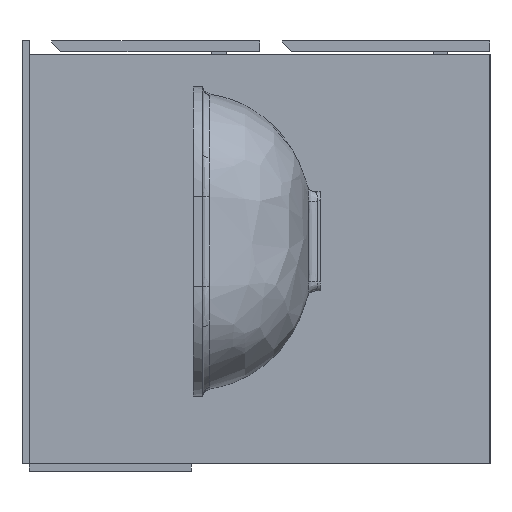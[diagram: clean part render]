
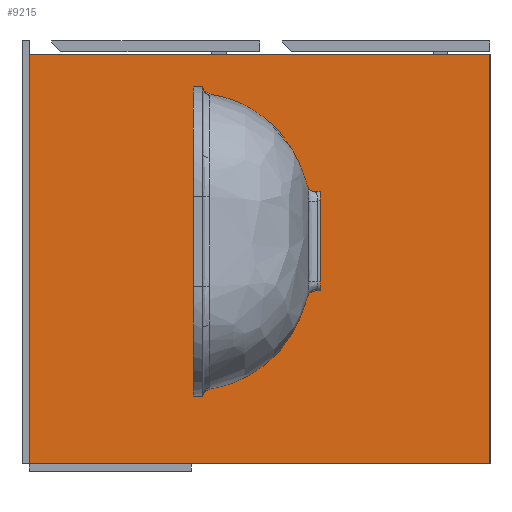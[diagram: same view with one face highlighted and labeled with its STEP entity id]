
A CAD part, left-side view. The second image highlights one B-rep face of the part: STEP entity #9215.
In plain terms, the highlighted planar face has unit normal (-1, 0, 0).
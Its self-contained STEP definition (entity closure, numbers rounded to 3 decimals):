
#217 = EDGE_LOOP ( 'NONE', ( #4802, #20922, #28237, #27253 ) ) ;
#256 = LINE ( 'NONE', #10200, #17233 ) ;
#1536 = VERTEX_POINT ( 'NONE', #27477 ) ;
#1575 = EDGE_CURVE ( 'NONE', #11959, #2511, #256, .T. ) ;
#2511 = VERTEX_POINT ( 'NONE', #25781 ) ;
#3006 = CARTESIAN_POINT ( 'NONE',  ( 2., 967.397, -470. ) ) ;
#4802 = ORIENTED_EDGE ( 'NONE', *, *, #15766, .F. ) ;
#5420 = VECTOR ( 'NONE', #25414, 1000. ) ;
#5553 = LINE ( 'NONE', #15492, #5420 ) ;
#7158 = EDGE_CURVE ( 'NONE', #1536, #11959, #25320, .T. ) ;
#8353 = DIRECTION ( 'NONE',  ( 0., 0., 1. ) ) ;
#8865 = VECTOR ( 'NONE', #12946, 1000. ) ;
#8960 = DIRECTION ( 'NONE',  ( 1., 0., 0. ) ) ;
#9039 = VECTOR ( 'NONE', #8353, 1000. ) ;
#9215 = ADVANCED_FACE ( 'NONE', ( #11393 ), #21321, .F. ) ;
#9604 = CARTESIAN_POINT ( 'NONE',  ( 2., 0., -470. ) ) ;
#10200 = CARTESIAN_POINT ( 'NONE',  ( 2., 0., -470. ) ) ;
#11393 = FACE_OUTER_BOUND ( 'NONE', #217, .T. ) ;
#11959 = VERTEX_POINT ( 'NONE', #9604 ) ;
#12946 = DIRECTION ( 'NONE',  ( 0., -1., 0. ) ) ;
#15492 = CARTESIAN_POINT ( 'NONE',  ( 2., 967.397, -15. ) ) ;
#15766 = EDGE_CURVE ( 'NONE', #1536, #26659, #20728, .T. ) ;
#16543 = EDGE_CURVE ( 'NONE', #26659, #2511, #5553, .T. ) ;
#16652 = CARTESIAN_POINT ( 'NONE',  ( 2., 512., -15. ) ) ;
#17233 = VECTOR ( 'NONE', #20127, 1000. ) ;
#18883 = DIRECTION ( 'NONE',  ( 0., 0., -1. ) ) ;
#20127 = DIRECTION ( 'NONE',  ( 0., 0., 1. ) ) ;
#20728 = LINE ( 'NONE', #30675, #9039 ) ;
#20922 = ORIENTED_EDGE ( 'NONE', *, *, #7158, .T. ) ;
#21321 = PLANE ( 'NONE',  #28664 ) ;
#25320 = LINE ( 'NONE', #3006, #8865 ) ;
#25414 = DIRECTION ( 'NONE',  ( 0., -1., 0. ) ) ;
#25781 = CARTESIAN_POINT ( 'NONE',  ( 2., 0., -15. ) ) ;
#26659 = VERTEX_POINT ( 'NONE', #16652 ) ;
#27253 = ORIENTED_EDGE ( 'NONE', *, *, #16543, .F. ) ;
#27477 = CARTESIAN_POINT ( 'NONE',  ( 2., 512., -470. ) ) ;
#28237 = ORIENTED_EDGE ( 'NONE', *, *, #1575, .T. ) ;
#28664 = AXIS2_PLACEMENT_3D ( 'NONE', #31278, #8960, #18883 ) ;
#30675 = CARTESIAN_POINT ( 'NONE',  ( 2., 512., -470. ) ) ;
#31278 = CARTESIAN_POINT ( 'NONE',  ( 2., 967.397, -470. ) ) ;
